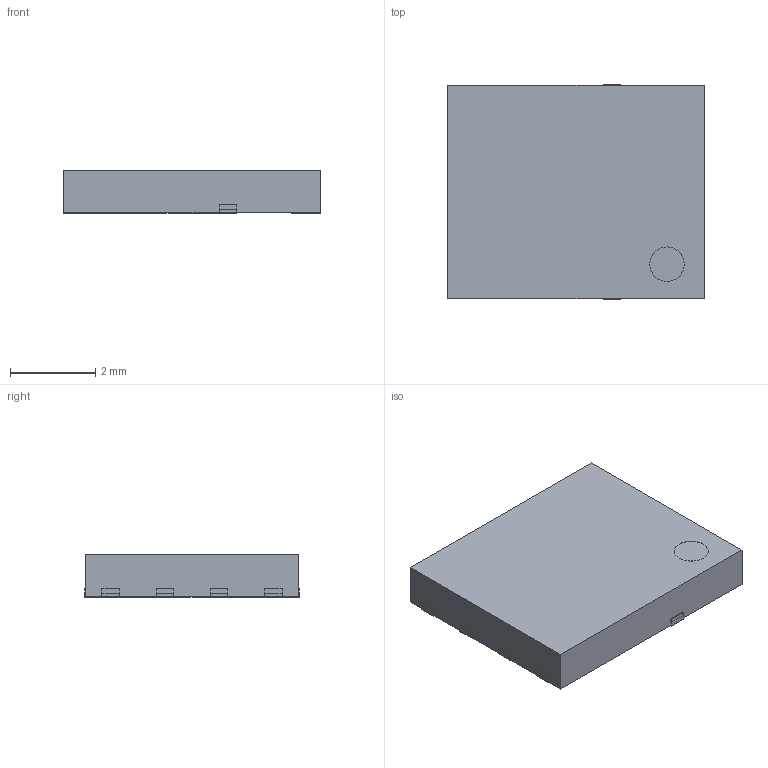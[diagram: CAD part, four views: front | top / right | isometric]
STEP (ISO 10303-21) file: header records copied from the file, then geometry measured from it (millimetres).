
FILE_DESCRIPTION((''),'2;1');
FILE_NAME('PowerPAK SO-8.stp','2018-11-01T10:29:28',('timkachyovaa'),(''),'Autodesk Inventor 2013','Autodesk Inventor 2013','');
FILE_SCHEMA(('AUTOMOTIVE_DESIGN { 1 0 10303 214 1 1 1 1 }'));
Length unit declared in the file: millimetre
Products named in the file (3): PowerPAK SO-8; pins; body
Assembly tree (2 placements, depth 2):
  PowerPAK SO-8
    pins
    body
Bounding box: 6.02 x 5.02 x 1 mm (x, y, z)
Surface area: 119 mm2
Topology: 6 solids, 6 shells, 78 faces, 195 edges, 130 vertices
Faces by surface type: plane 77, cylinder 1
Full cylindrical faces by diameter (mm): 0.805 x1
Entity records: 2382 total; most frequent: CARTESIAN_POINT 407, ORIENTED_EDGE 388, DIRECTION 362, EDGE_CURVE 194, VECTOR 192, LINE 192, VERTEX_POINT 130, AXIS2_PLACEMENT_3D 85
